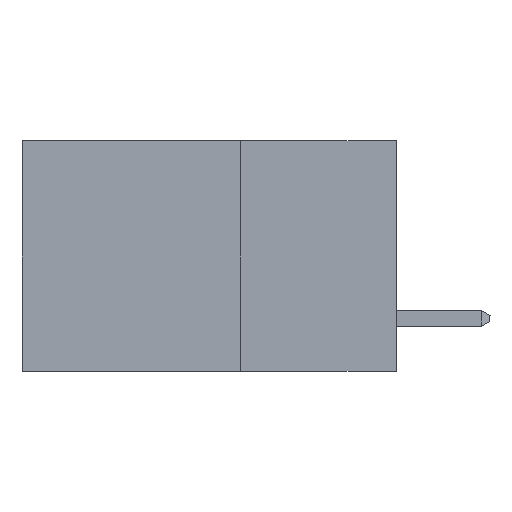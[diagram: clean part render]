
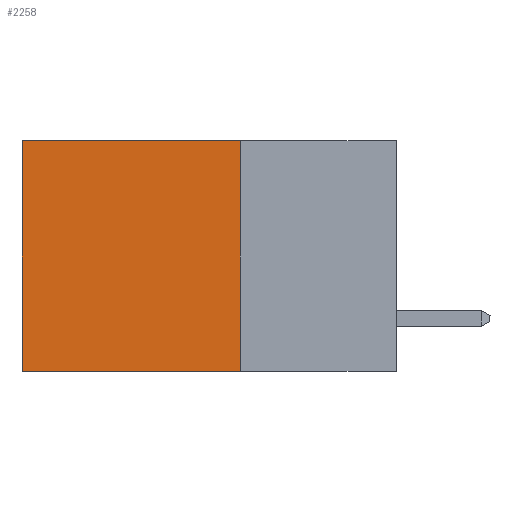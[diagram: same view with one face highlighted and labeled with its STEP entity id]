
A CAD part, left-side view. The second image highlights one B-rep face of the part: STEP entity #2258.
In plain terms, the highlighted planar face has unit normal (-1, 0, 0).
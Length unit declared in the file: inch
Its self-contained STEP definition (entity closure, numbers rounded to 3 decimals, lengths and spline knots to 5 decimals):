
#203 = EDGE_LOOP ( 'NONE', ( #1849, #3677, #3944, #3014 ) ) ;
#207 = CARTESIAN_POINT ( 'NONE',  ( 0.2615, 0.25, -0.37 ) ) ;
#237 = DIRECTION ( 'NONE',  ( 0., 1., 0. ) ) ;
#612 = CARTESIAN_POINT ( 'NONE',  ( 0.2615, 0.25, -0.37 ) ) ;
#727 = EDGE_CURVE ( 'NONE', #8325, #5127, #7427, .T. ) ;
#754 = EDGE_CURVE ( 'NONE', #4025, #5402, #1599, .T. ) ;
#841 = CARTESIAN_POINT ( 'NONE',  ( 0.2615, 0.25, -0.37 ) ) ;
#1363 = VECTOR ( 'NONE', #1652, 39.37008 ) ;
#1599 = LINE ( 'NONE', #207, #1363 ) ;
#1607 = DIRECTION ( 'NONE',  ( 0., 0., -1. ) ) ;
#1652 = DIRECTION ( 'NONE',  ( 0., 1., 0. ) ) ;
#1849 = ORIENTED_EDGE ( 'NONE', *, *, #3421, .T. ) ;
#2258 = ADVANCED_FACE ( 'NONE', ( #6825 ), #3304, .F. ) ;
#2321 = CARTESIAN_POINT ( 'NONE',  ( 0.2615, 0.25, -0.37 ) ) ;
#2472 = DIRECTION ( 'NONE',  ( 1., 0., 0. ) ) ;
#2929 = LINE ( 'NONE', #841, #8544 ) ;
#3014 = ORIENTED_EDGE ( 'NONE', *, *, #727, .T. ) ;
#3304 = PLANE ( 'NONE',  #5148 ) ;
#3421 = EDGE_CURVE ( 'NONE', #5127, #5402, #5603, .T. ) ;
#3538 = VECTOR ( 'NONE', #237, 39.37008 ) ;
#3626 = VECTOR ( 'NONE', #5116, 39.37008 ) ;
#3677 = ORIENTED_EDGE ( 'NONE', *, *, #754, .F. ) ;
#3944 = ORIENTED_EDGE ( 'NONE', *, *, #4771, .F. ) ;
#4025 = VERTEX_POINT ( 'NONE', #612 ) ;
#4562 = CARTESIAN_POINT ( 'NONE',  ( 0.2615, 0.25, 0. ) ) ;
#4771 = EDGE_CURVE ( 'NONE', #8325, #4025, #2929, .T. ) ;
#5116 = DIRECTION ( 'NONE',  ( 0., 0., -1. ) ) ;
#5127 = VERTEX_POINT ( 'NONE', #7049 ) ;
#5148 = AXIS2_PLACEMENT_3D ( 'NONE', #2321, #2472, #7838 ) ;
#5402 = VERTEX_POINT ( 'NONE', #7379 ) ;
#5603 = LINE ( 'NONE', #7979, #3626 ) ;
#6825 = FACE_OUTER_BOUND ( 'NONE', #203, .T. ) ;
#7049 = CARTESIAN_POINT ( 'NONE',  ( 0.2615, 0.6, 0. ) ) ;
#7379 = CARTESIAN_POINT ( 'NONE',  ( 0.2615, 0.6, -0.37 ) ) ;
#7427 = LINE ( 'NONE', #7586, #3538 ) ;
#7586 = CARTESIAN_POINT ( 'NONE',  ( 0.2615, 0.25, 0. ) ) ;
#7838 = DIRECTION ( 'NONE',  ( 0., 0., -1. ) ) ;
#7979 = CARTESIAN_POINT ( 'NONE',  ( 0.2615, 0.6, -0.37 ) ) ;
#8325 = VERTEX_POINT ( 'NONE', #4562 ) ;
#8544 = VECTOR ( 'NONE', #1607, 39.37008 ) ;
